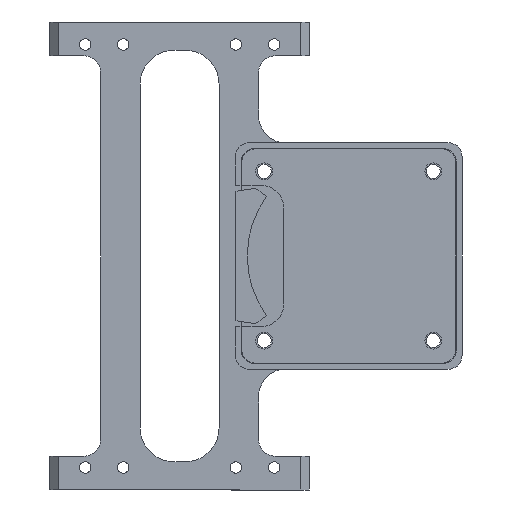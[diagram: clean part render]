
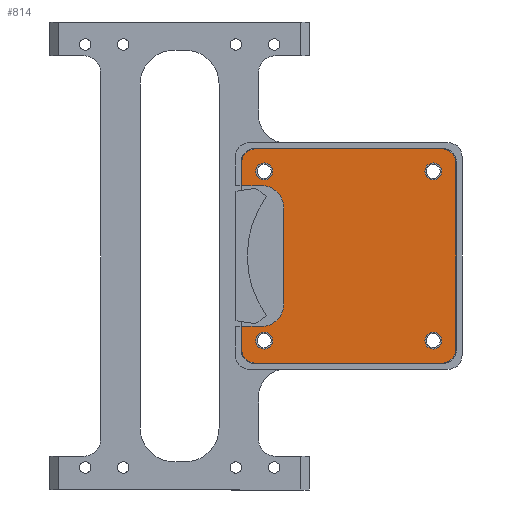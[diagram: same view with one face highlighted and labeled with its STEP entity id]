
A CAD part, front view. The second image highlights one B-rep face of the part: STEP entity #814.
In plain terms, the highlighted planar face has unit normal (0, -1, 0).
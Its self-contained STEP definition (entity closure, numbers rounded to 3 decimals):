
#814=ADVANCED_FACE('',(#2053,#2055,#2057,#2059,#2061),#2063,.F.);
#2053=FACE_BOUND('',#2054,.T.);
#2054=EDGE_LOOP('',(#3710,#3711,#3712,#3713,#3714,#3715,#3716,#3717,#3718,#3719,
#3720,#3721,#3722,#3723));
#2055=FACE_BOUND('',#2056,.T.);
#2056=EDGE_LOOP('',(#3724));
#2057=FACE_BOUND('',#2058,.T.);
#2058=EDGE_LOOP('',(#3725));
#2059=FACE_BOUND('',#2060,.T.);
#2060=EDGE_LOOP('',(#3726));
#2061=FACE_BOUND('',#2062,.T.);
#2062=EDGE_LOOP('',(#3727));
#2063=PLANE('',#2064);
#2064=AXIS2_PLACEMENT_3D('',#2065,#2066,#2067);
#2065=CARTESIAN_POINT('',(0.,0.,0.));
#2066=DIRECTION('',(0.,1.,0.));
#2067=DIRECTION('',(-1.,0.,0.));
#3710=ORIENTED_EDGE('',*,*,#4682,.T.);
#3711=ORIENTED_EDGE('',*,*,#4680,.T.);
#3712=ORIENTED_EDGE('',*,*,#4678,.T.);
#3713=ORIENTED_EDGE('',*,*,#4674,.T.);
#3714=ORIENTED_EDGE('',*,*,#4724,.F.);
#3715=ORIENTED_EDGE('',*,*,#4725,.F.);
#3716=ORIENTED_EDGE('',*,*,#4716,.F.);
#3717=ORIENTED_EDGE('',*,*,#4726,.F.);
#3718=ORIENTED_EDGE('',*,*,#4704,.F.);
#3719=ORIENTED_EDGE('',*,*,#4727,.F.);
#3720=ORIENTED_EDGE('',*,*,#4692,.F.);
#3721=ORIENTED_EDGE('',*,*,#4728,.F.);
#3722=ORIENTED_EDGE('',*,*,#4729,.F.);
#3723=ORIENTED_EDGE('',*,*,#4687,.T.);
#3724=ORIENTED_EDGE('',*,*,#4730,.T.);
#3725=ORIENTED_EDGE('',*,*,#4731,.T.);
#3726=ORIENTED_EDGE('',*,*,#4732,.T.);
#3727=ORIENTED_EDGE('',*,*,#4733,.T.);
#4674=EDGE_CURVE('',#5351,#5352,#5353,.T.);
#4678=EDGE_CURVE('',#5358,#5351,#5359,.T.);
#4680=EDGE_CURVE('',#5361,#5358,#5362,.T.);
#4682=EDGE_CURVE('',#5364,#5361,#5365,.T.);
#4687=EDGE_CURVE('',#5367,#5364,#5373,.T.);
#4692=EDGE_CURVE('',#5380,#5381,#5382,.T.);
#4704=EDGE_CURVE('',#5400,#5401,#5402,.T.);
#4716=EDGE_CURVE('',#5420,#5421,#5422,.T.);
#4724=EDGE_CURVE('',#5434,#5352,#5435,.T.);
#4725=EDGE_CURVE('',#5421,#5434,#5436,.T.);
#4726=EDGE_CURVE('',#5401,#5420,#5437,.T.);
#4727=EDGE_CURVE('',#5381,#5400,#5438,.T.);
#4728=EDGE_CURVE('',#5439,#5380,#5440,.T.);
#4729=EDGE_CURVE('',#5367,#5439,#5441,.T.);
#4730=EDGE_CURVE('',#5442,#5442,#5443,.T.);
#4731=EDGE_CURVE('',#5444,#5444,#5445,.T.);
#4732=EDGE_CURVE('',#5446,#5446,#5447,.T.);
#4733=EDGE_CURVE('',#5448,#5448,#5449,.T.);
#5351=VERTEX_POINT('',#6644);
#5352=VERTEX_POINT('',#6645);
#5353=LINE('',#6646,#6647);
#5358=VERTEX_POINT('',#6659);
#5359=CIRCLE('',#6660,4.);
#5361=VERTEX_POINT('',#6667);
#5362=LINE('',#6668,#6669);
#5364=VERTEX_POINT('',#6674);
#5365=CIRCLE('',#6675,4.);
#5367=VERTEX_POINT('',#6682);
#5373=LINE('',#6694,#6695);
#5380=VERTEX_POINT('',#6712);
#5381=VERTEX_POINT('',#6713);
#5382=LINE('',#6714,#6715);
#5400=VERTEX_POINT('',#6757);
#5401=VERTEX_POINT('',#6758);
#5402=LINE('',#6759,#6760);
#5420=VERTEX_POINT('',#6802);
#5421=VERTEX_POINT('',#6803);
#5422=LINE('',#6804,#6805);
#5434=VERTEX_POINT('',#6834);
#5435=LINE('',#6835,#6836);
#5436=CIRCLE('',#6838,2.5);
#5437=CIRCLE('',#6842,2.5);
#5438=CIRCLE('',#6846,2.5);
#5439=VERTEX_POINT('',#6850);
#5440=CIRCLE('',#6851,2.5);
#5441=LINE('',#6855,#6856);
#5442=VERTEX_POINT('',#6858);
#5443=CIRCLE('',#6859,1.5);
#5444=VERTEX_POINT('',#6863);
#5445=CIRCLE('',#6864,1.5);
#5446=VERTEX_POINT('',#6868);
#5447=CIRCLE('',#6869,1.5);
#5448=VERTEX_POINT('',#6873);
#5449=CIRCLE('',#6874,1.5);
#6644=CARTESIAN_POINT('',(-15.5,0.,-12.5));
#6645=CARTESIAN_POINT('',(-19.,0.,-12.5));
#6646=CARTESIAN_POINT('',(-15.5,0.,-12.5));
#6647=VECTOR('',#6648,1.);
#6648=DIRECTION('',(-1.,0.,0.));
#6659=CARTESIAN_POINT('',(-11.5,0.,-8.5));
#6660=AXIS2_PLACEMENT_3D('',#6661,#6662,#6663);
#6661=CARTESIAN_POINT('',(-15.5,0.,-8.5));
#6662=DIRECTION('',(0.,1.,0.));
#6663=DIRECTION('',(1.,0.,0.));
#6667=CARTESIAN_POINT('',(-11.5,0.,8.5));
#6668=CARTESIAN_POINT('',(-11.5,0.,8.5));
#6669=VECTOR('',#6670,1.);
#6670=DIRECTION('',(0.,0.,-1.));
#6674=CARTESIAN_POINT('',(-15.5,0.,12.5));
#6675=AXIS2_PLACEMENT_3D('',#6676,#6677,#6678);
#6676=CARTESIAN_POINT('',(-15.5,0.,8.5));
#6677=DIRECTION('',(0.,1.,0.));
#6678=DIRECTION('',(0.,0.,1.));
#6682=CARTESIAN_POINT('',(-19.,0.,12.5));
#6694=CARTESIAN_POINT('',(-19.,0.,12.5));
#6695=VECTOR('',#6696,1.);
#6696=DIRECTION('',(1.,0.,0.));
#6712=CARTESIAN_POINT('',(-16.5,0.,19.));
#6713=CARTESIAN_POINT('',(16.5,0.,19.));
#6714=CARTESIAN_POINT('',(-16.5,0.,19.));
#6715=VECTOR('',#6716,1.);
#6716=DIRECTION('',(1.,0.,0.));
#6757=CARTESIAN_POINT('',(19.,0.,16.5));
#6758=CARTESIAN_POINT('',(19.,0.,-16.5));
#6759=CARTESIAN_POINT('',(19.,0.,16.5));
#6760=VECTOR('',#6761,1.);
#6761=DIRECTION('',(0.,0.,-1.));
#6802=CARTESIAN_POINT('',(16.5,0.,-19.));
#6803=CARTESIAN_POINT('',(-16.5,0.,-19.));
#6804=CARTESIAN_POINT('',(16.5,0.,-19.));
#6805=VECTOR('',#6806,1.);
#6806=DIRECTION('',(-1.,0.,0.));
#6834=CARTESIAN_POINT('',(-19.,0.,-16.5));
#6835=CARTESIAN_POINT('',(-19.,0.,-16.5));
#6836=VECTOR('',#6837,1.);
#6837=DIRECTION('',(0.,0.,1.));
#6838=AXIS2_PLACEMENT_3D('',#6839,#6840,#6841);
#6839=CARTESIAN_POINT('',(-16.5,0.,-16.5));
#6840=DIRECTION('',(0.,1.,0.));
#6841=DIRECTION('',(0.,0.,-1.));
#6842=AXIS2_PLACEMENT_3D('',#6843,#6844,#6845);
#6843=CARTESIAN_POINT('',(16.5,0.,-16.5));
#6844=DIRECTION('',(0.,1.,0.));
#6845=DIRECTION('',(1.,0.,0.));
#6846=AXIS2_PLACEMENT_3D('',#6847,#6848,#6849);
#6847=CARTESIAN_POINT('',(16.5,0.,16.5));
#6848=DIRECTION('',(0.,1.,0.));
#6849=DIRECTION('',(0.,0.,1.));
#6850=CARTESIAN_POINT('',(-19.,0.,16.5));
#6851=AXIS2_PLACEMENT_3D('',#6852,#6853,#6854);
#6852=CARTESIAN_POINT('',(-16.5,0.,16.5));
#6853=DIRECTION('',(0.,1.,0.));
#6854=DIRECTION('',(-1.,0.,0.));
#6855=CARTESIAN_POINT('',(-19.,0.,12.5));
#6856=VECTOR('',#6857,1.);
#6857=DIRECTION('',(0.,0.,1.));
#6858=CARTESIAN_POINT('',(16.5,0.,-15.));
#6859=AXIS2_PLACEMENT_3D('',#6860,#6861,#6862);
#6860=CARTESIAN_POINT('',(15.,0.,-15.));
#6861=DIRECTION('',(0.,1.,0.));
#6862=DIRECTION('',(1.,0.,0.));
#6863=CARTESIAN_POINT('',(16.5,0.,15.));
#6864=AXIS2_PLACEMENT_3D('',#6865,#6866,#6867);
#6865=CARTESIAN_POINT('',(15.,0.,15.));
#6866=DIRECTION('',(0.,1.,0.));
#6867=DIRECTION('',(1.,0.,0.));
#6868=CARTESIAN_POINT('',(-13.5,0.,15.));
#6869=AXIS2_PLACEMENT_3D('',#6870,#6871,#6872);
#6870=CARTESIAN_POINT('',(-15.,0.,15.));
#6871=DIRECTION('',(0.,1.,0.));
#6872=DIRECTION('',(1.,0.,0.));
#6873=CARTESIAN_POINT('',(-13.5,0.,-15.));
#6874=AXIS2_PLACEMENT_3D('',#6875,#6876,#6877);
#6875=CARTESIAN_POINT('',(-15.,0.,-15.));
#6876=DIRECTION('',(0.,1.,0.));
#6877=DIRECTION('',(1.,0.,0.));
